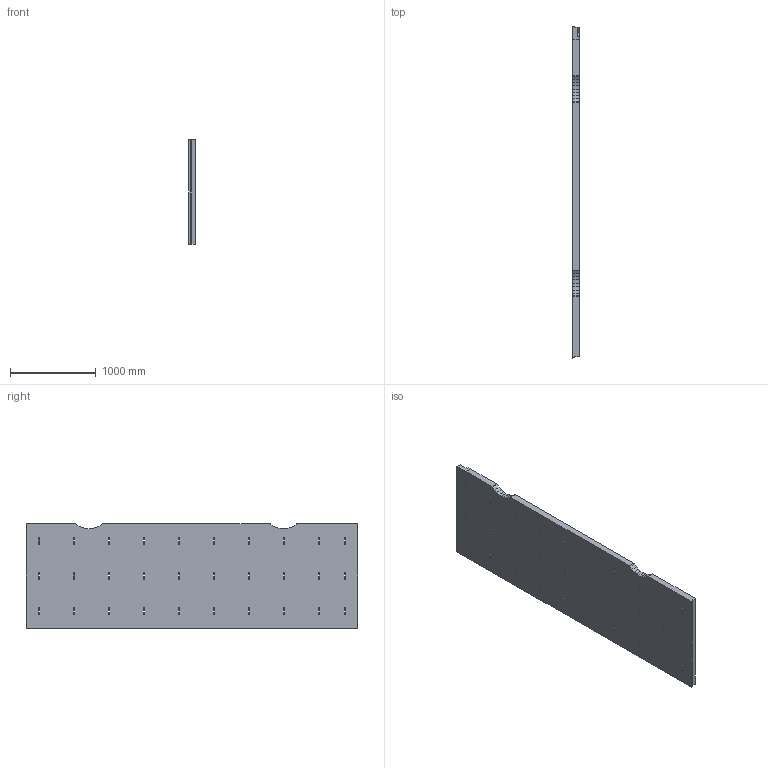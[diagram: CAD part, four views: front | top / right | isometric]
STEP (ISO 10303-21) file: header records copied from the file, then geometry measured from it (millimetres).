
FILE_DESCRIPTION(('Open CASCADE Model'),'2;1');
FILE_NAME('Open CASCADE Shape Model','2024-09-24T13:58:51',('Author'),( 'Open CASCADE'),'Open CASCADE STEP processor 7.3','Open CASCADE 7.3' ,'Unknown');
FILE_SCHEMA(('AUTOMOTIVE_DESIGN { 1 0 10303 214 1 1 1 1 }'));
Length unit declared in the file: millimetre
Products named in the file (4): product-03155b1f-cf11-4bf2-be4a-7a08c6a237ce-body 1; product-03155b1f-cf11-4bf2-be4a-7a08c6a237ce-body 1.1; product-03155b1f-cf11-4bf2-be4a-7a08c6a237ce-body 1.1.1; product-03155b1f-cf11-4bf2-be4a-7a08c6a237ce-body 1.1.1.1
Assembly tree (3 placements, depth 4):
  product-03155b1f-cf11-4bf2-be4a-7a08c6a237ce-body 1
    product-03155b1f-cf11-4bf2-be4a-7a08c6a237ce-body 1.1
      product-03155b1f-cf11-4bf2-be4a-7a08c6a237ce-body 1.1.1
        product-03155b1f-cf11-4bf2-be4a-7a08c6a237ce-body 1.1.1.1
Bounding box: 76.2 x 3860.8 x 1219.2 mm (x, y, z)
Volume: 349534424.4 mm3; surface area: 10538996 mm2
Topology: 1 solids, 1 shells, 163 faces, 489 edges, 326 vertices
Faces by surface type: plane 163
Entity records: 11924 total; most frequent: CARTESIAN_POINT 1960, DIRECTION 1801, LINE 1467, VECTOR 1467, ORIENTED_EDGE 978, PCURVE 978, DEFINITIONAL_REPRESENTATION 978, EDGE_CURVE 489
